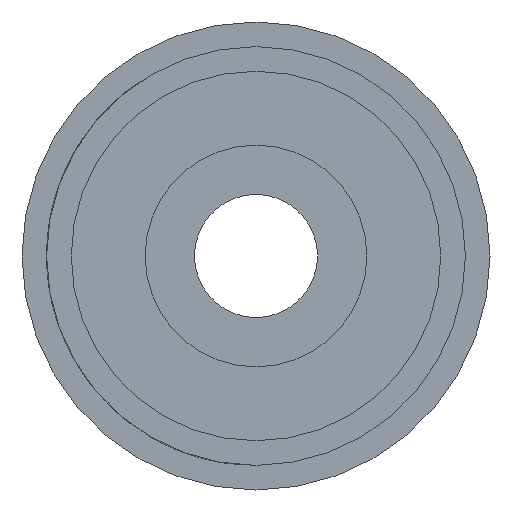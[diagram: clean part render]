
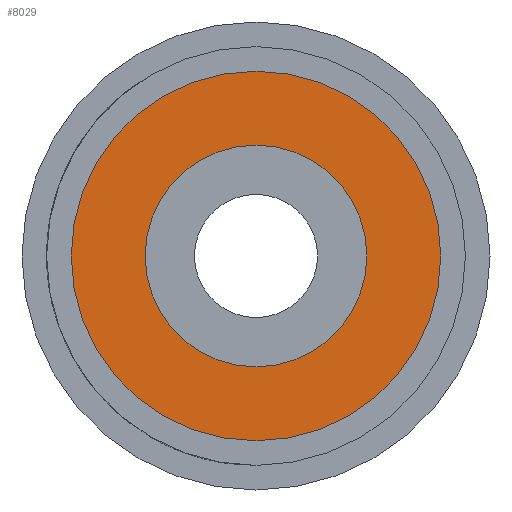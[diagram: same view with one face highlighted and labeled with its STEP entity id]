
A CAD part, left-side view. The second image highlights one B-rep face of the part: STEP entity #8029.
In plain terms, the highlighted planar face has unit normal (-1, 0, 0).
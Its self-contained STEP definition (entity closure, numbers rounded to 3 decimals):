
#716 = CARTESIAN_POINT ( 'NONE',  ( 0., 0., 0. ) ) ;
#797 = CIRCLE ( 'NONE', #8570, 4.5 ) ;
#1985 = DIRECTION ( 'NONE',  ( 0., 0., 1. ) ) ;
#2017 = DIRECTION ( 'NONE',  ( 0., 0., -1. ) ) ;
#2065 = CIRCLE ( 'NONE', #3175, 7.5 ) ;
#2569 = DIRECTION ( 'NONE',  ( 0., 0., 1. ) ) ;
#2762 = CIRCLE ( 'NONE', #6215, 7.5 ) ;
#2802 = FACE_BOUND ( 'NONE', #8088, .T. ) ;
#2839 = DIRECTION ( 'NONE',  ( 0., 0., 1. ) ) ;
#2905 = CIRCLE ( 'NONE', #4565, 4.5 ) ;
#2962 = VERTEX_POINT ( 'NONE', #5640 ) ;
#3175 = AXIS2_PLACEMENT_3D ( 'NONE', #8033, #7985, #3989 ) ;
#3239 = EDGE_CURVE ( 'NONE', #4844, #5830, #797, .T. ) ;
#3284 = DIRECTION ( 'NONE',  ( -1., 0., 0. ) ) ;
#3538 = ORIENTED_EDGE ( 'NONE', *, *, #3239, .F. ) ;
#3571 = CARTESIAN_POINT ( 'NONE',  ( 0., 0., 0. ) ) ;
#3736 = AXIS2_PLACEMENT_3D ( 'NONE', #716, #7933, #2017 ) ;
#3922 = CARTESIAN_POINT ( 'NONE',  ( 0., 0., -7.5 ) ) ;
#3989 = DIRECTION ( 'NONE',  ( 0., 0., 1. ) ) ;
#4565 = AXIS2_PLACEMENT_3D ( 'NONE', #5322, #3284, #1985 ) ;
#4622 = PLANE ( 'NONE',  #3736 ) ;
#4838 = ORIENTED_EDGE ( 'NONE', *, *, #5883, .T. ) ;
#4844 = VERTEX_POINT ( 'NONE', #5024 ) ;
#5024 = CARTESIAN_POINT ( 'NONE',  ( 0., 0., 4.5 ) ) ;
#5173 = CARTESIAN_POINT ( 'NONE',  ( 0., 0., 0. ) ) ;
#5322 = CARTESIAN_POINT ( 'NONE',  ( 0., 0., 0. ) ) ;
#5337 = DIRECTION ( 'NONE',  ( -1., 0., 0. ) ) ;
#5405 = EDGE_CURVE ( 'NONE', #8202, #2962, #2065, .T. ) ;
#5640 = CARTESIAN_POINT ( 'NONE',  ( 0., 0., 7.5 ) ) ;
#5830 = VERTEX_POINT ( 'NONE', #5997 ) ;
#5883 = EDGE_CURVE ( 'NONE', #2962, #8202, #2762, .T. ) ;
#5997 = CARTESIAN_POINT ( 'NONE',  ( 0., 0., -4.5 ) ) ;
#6119 = ORIENTED_EDGE ( 'NONE', *, *, #6461, .F. ) ;
#6215 = AXIS2_PLACEMENT_3D ( 'NONE', #3571, #6300, #2839 ) ;
#6300 = DIRECTION ( 'NONE',  ( -1., 0., 0. ) ) ;
#6461 = EDGE_CURVE ( 'NONE', #5830, #4844, #2905, .T. ) ;
#6574 = FACE_OUTER_BOUND ( 'NONE', #8269, .T. ) ;
#6709 = ORIENTED_EDGE ( 'NONE', *, *, #5405, .T. ) ;
#7933 = DIRECTION ( 'NONE',  ( 1., 0., 0. ) ) ;
#7985 = DIRECTION ( 'NONE',  ( -1., 0., 0. ) ) ;
#8029 = ADVANCED_FACE ( 'NONE', ( #2802, #6574 ), #4622, .F. ) ;
#8033 = CARTESIAN_POINT ( 'NONE',  ( 0., 0., 0. ) ) ;
#8088 = EDGE_LOOP ( 'NONE', ( #3538, #6119 ) ) ;
#8202 = VERTEX_POINT ( 'NONE', #3922 ) ;
#8269 = EDGE_LOOP ( 'NONE', ( #4838, #6709 ) ) ;
#8570 = AXIS2_PLACEMENT_3D ( 'NONE', #5173, #5337, #2569 ) ;
